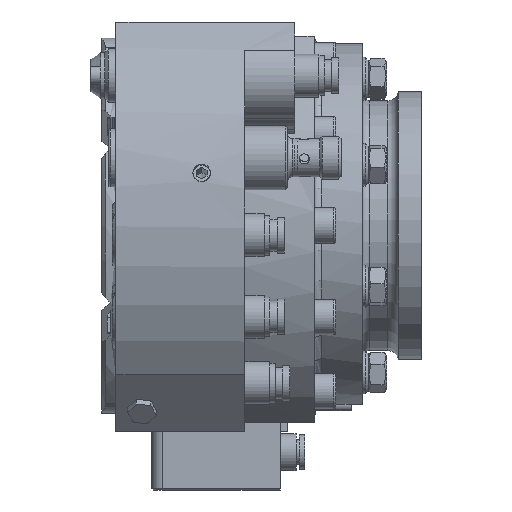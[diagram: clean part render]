
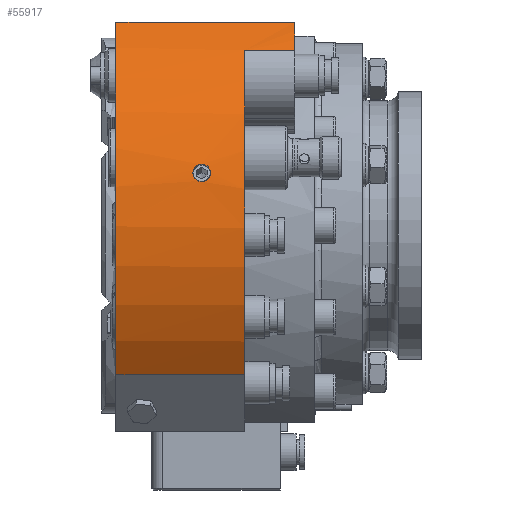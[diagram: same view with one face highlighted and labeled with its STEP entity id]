
A CAD part, left-side view. The second image highlights one B-rep face of the part: STEP entity #55917.
In plain terms, the highlighted cylindrical face has radius 70 mm (diameter 140 mm), a partial arc.
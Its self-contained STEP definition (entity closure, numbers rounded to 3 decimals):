
#4263=B_SPLINE_CURVE_WITH_KNOTS('',3,(#80909,#80910,#80911,#80912,#80913,
#80914,#80915,#80916,#80917,#80918),.UNSPECIFIED.,.F.,.F.,(4,2,2,2,4),(0.,
0.093,0.185,0.279,0.373),
 .UNSPECIFIED.);
#4264=B_SPLINE_CURVE_WITH_KNOTS('',3,(#80919,#80920,#80921,#80922,#80923,
#80924,#80925,#80926,#80927,#80928,#80929,#80930,#80931,#80932,#80933,#80934,
#80935,#80936,#80937,#80938,#80939,#80940,#80941,#80942,#80943,#80944),
 .UNSPECIFIED.,.F.,.F.,(4,2,2,2,2,2,2,2,2,2,2,2,4),(0.373,0.466,
0.56,0.652,0.745,0.837,
0.93,1.023,1.117,1.21,1.304,
1.397,1.489),.UNSPECIFIED.);
#5639=CYLINDRICAL_SURFACE('',#59952,70.);
#6362=FACE_BOUND('',#19144,.T.);
#9320=LINE('',#97733,#13015);
#9324=LINE('',#97740,#13019);
#9325=LINE('',#97742,#13020);
#13015=VECTOR('',#70835,10.);
#13019=VECTOR('',#70845,10.);
#13020=VECTOR('',#70848,10.);
#15839=FACE_OUTER_BOUND('',#19143,.T.);
#19143=EDGE_LOOP('',(#47066,#47067,#47068,#47069,#47070,#47071));
#19144=EDGE_LOOP('',(#47072,#47073));
#21551=CIRCLE('',#59695,70.);
#21565=CIRCLE('',#59713,70.);
#21638=CIRCLE('',#59857,70.);
#23886=VERTEX_POINT('',#80907);
#23887=VERTEX_POINT('',#80908);
#26760=VERTEX_POINT('',#96997);
#26761=VERTEX_POINT('',#96999);
#26775=VERTEX_POINT('',#97035);
#26776=VERTEX_POINT('',#97037);
#26867=VERTEX_POINT('',#97546);
#26868=VERTEX_POINT('',#97548);
#29654=EDGE_CURVE('',#23886,#23887,#4263,.T.);
#29655=EDGE_CURVE('',#23887,#23886,#4264,.T.);
#33817=EDGE_CURVE('',#26761,#26760,#21551,.T.);
#33836=EDGE_CURVE('',#26775,#26776,#21565,.T.);
#34000=EDGE_CURVE('',#26867,#26868,#21638,.T.);
#34088=EDGE_CURVE('',#26776,#26760,#9320,.T.);
#34092=EDGE_CURVE('',#26867,#26761,#9324,.T.);
#34093=EDGE_CURVE('',#26868,#26775,#9325,.T.);
#47066=ORIENTED_EDGE('',*,*,#33817,.T.);
#47067=ORIENTED_EDGE('',*,*,#34088,.F.);
#47068=ORIENTED_EDGE('',*,*,#33836,.F.);
#47069=ORIENTED_EDGE('',*,*,#34093,.F.);
#47070=ORIENTED_EDGE('',*,*,#34000,.F.);
#47071=ORIENTED_EDGE('',*,*,#34092,.T.);
#47072=ORIENTED_EDGE('',*,*,#29654,.T.);
#47073=ORIENTED_EDGE('',*,*,#29655,.T.);
#55917=ADVANCED_FACE('',(#15839,#6362),#5639,.T.);
#59695=AXIS2_PLACEMENT_3D('',#97000,#70226,#70227);
#59713=AXIS2_PLACEMENT_3D('',#97038,#70267,#70268);
#59857=AXIS2_PLACEMENT_3D('',#97549,#70628,#70629);
#59952=AXIS2_PLACEMENT_3D('',#97741,#70846,#70847);
#70226=DIRECTION('center_axis',(0.,1.,0.));
#70227=DIRECTION('ref_axis',(-0.803,0.,-0.596));
#70267=DIRECTION('center_axis',(0.,-1.,0.));
#70268=DIRECTION('ref_axis',(-0.803,0.,-0.596));
#70628=DIRECTION('center_axis',(0.,1.,0.));
#70629=DIRECTION('ref_axis',(-0.803,0.,-0.596));
#70835=DIRECTION('',(0.,1.,0.));
#70845=DIRECTION('',(0.,-1.,0.));
#70846=DIRECTION('center_axis',(0.,-1.,0.));
#70847=DIRECTION('ref_axis',(-0.803,0.,-0.596));
#70848=DIRECTION('',(0.,-1.,0.));
#80907=CARTESIAN_POINT('',(-91.401,-24.,12.354));
#80908=CARTESIAN_POINT('',(-90.918,-21.542,14.796));
#80909=CARTESIAN_POINT('Ctrl Pts',(-91.401,-24.,12.354));
#80910=CARTESIAN_POINT('Ctrl Pts',(-91.401,-23.691,12.354));
#80911=CARTESIAN_POINT('Ctrl Pts',(-91.39,-23.363,
12.415));
#80912=CARTESIAN_POINT('Ctrl Pts',(-91.345,-22.758,
12.665));
#80913=CARTESIAN_POINT('Ctrl Pts',(-91.31,-22.483,
12.853));
#80914=CARTESIAN_POINT('Ctrl Pts',(-91.228,-22.046,
13.286));
#80915=CARTESIAN_POINT('Ctrl Pts',(-91.174,-21.856,
13.562));
#80916=CARTESIAN_POINT('Ctrl Pts',(-91.053,-21.603,
14.164));
#80917=CARTESIAN_POINT('Ctrl Pts',(-90.984,-21.542,14.491));
#80918=CARTESIAN_POINT('Ctrl Pts',(-90.918,-21.542,14.796));
#80919=CARTESIAN_POINT('Ctrl Pts',(-90.918,-21.542,14.796));
#80920=CARTESIAN_POINT('Ctrl Pts',(-90.853,-21.542,15.1));
#80921=CARTESIAN_POINT('Ctrl Pts',(-90.78,-21.603,
15.425));
#80922=CARTESIAN_POINT('Ctrl Pts',(-90.643,-21.854,
16.021));
#80923=CARTESIAN_POINT('Ctrl Pts',(-90.578,-22.044,
16.293));
#80924=CARTESIAN_POINT('Ctrl Pts',(-90.474,-22.482,
16.719));
#80925=CARTESIAN_POINT('Ctrl Pts',(-90.429,-22.758,
16.903));
#80926=CARTESIAN_POINT('Ctrl Pts',(-90.367,-23.363,17.148));
#80927=CARTESIAN_POINT('Ctrl Pts',(-90.352,-23.691,
17.208));
#80928=CARTESIAN_POINT('Ctrl Pts',(-90.352,-24.309,
17.208));
#80929=CARTESIAN_POINT('Ctrl Pts',(-90.367,-24.637,17.148));
#80930=CARTESIAN_POINT('Ctrl Pts',(-90.429,-25.242,
16.903));
#80931=CARTESIAN_POINT('Ctrl Pts',(-90.474,-25.518,
16.719));
#80932=CARTESIAN_POINT('Ctrl Pts',(-90.578,-25.956,
16.293));
#80933=CARTESIAN_POINT('Ctrl Pts',(-90.643,-26.146,
16.021));
#80934=CARTESIAN_POINT('Ctrl Pts',(-90.78,-26.397,
15.425));
#80935=CARTESIAN_POINT('Ctrl Pts',(-90.853,-26.459,15.1));
#80936=CARTESIAN_POINT('Ctrl Pts',(-90.984,-26.459,14.491));
#80937=CARTESIAN_POINT('Ctrl Pts',(-91.053,-26.397,
14.164));
#80938=CARTESIAN_POINT('Ctrl Pts',(-91.174,-26.144,
13.562));
#80939=CARTESIAN_POINT('Ctrl Pts',(-91.228,-25.954,
13.286));
#80940=CARTESIAN_POINT('Ctrl Pts',(-91.31,-25.517,
12.853));
#80941=CARTESIAN_POINT('Ctrl Pts',(-91.345,-25.242,
12.665));
#80942=CARTESIAN_POINT('Ctrl Pts',(-91.39,-24.637,
12.415));
#80943=CARTESIAN_POINT('Ctrl Pts',(-91.401,-24.309,12.354));
#80944=CARTESIAN_POINT('Ctrl Pts',(-91.401,-24.,12.354));
#96997=CARTESIAN_POINT('',(-72.431,-36.,49.06));
#96999=CARTESIAN_POINT('',(-78.685,-36.,-41.753));
#97000=CARTESIAN_POINT('Origin',(-22.5,-36.,0.));
#97035=CARTESIAN_POINT('',(-63.132,-50.,57.));
#97037=CARTESIAN_POINT('',(-72.431,-50.,49.06));
#97038=CARTESIAN_POINT('Origin',(-22.5,-50.,0.));
#97546=CARTESIAN_POINT('',(-78.685,0.,-41.753));
#97548=CARTESIAN_POINT('',(-63.132,0.,57.));
#97549=CARTESIAN_POINT('Origin',(-22.5,0.,0.));
#97733=CARTESIAN_POINT('',(-72.431,-50.,49.06));
#97740=CARTESIAN_POINT('',(-78.685,0.,-41.753));
#97741=CARTESIAN_POINT('Origin',(-22.5,0.,0.));
#97742=CARTESIAN_POINT('',(-63.132,0.,57.));
